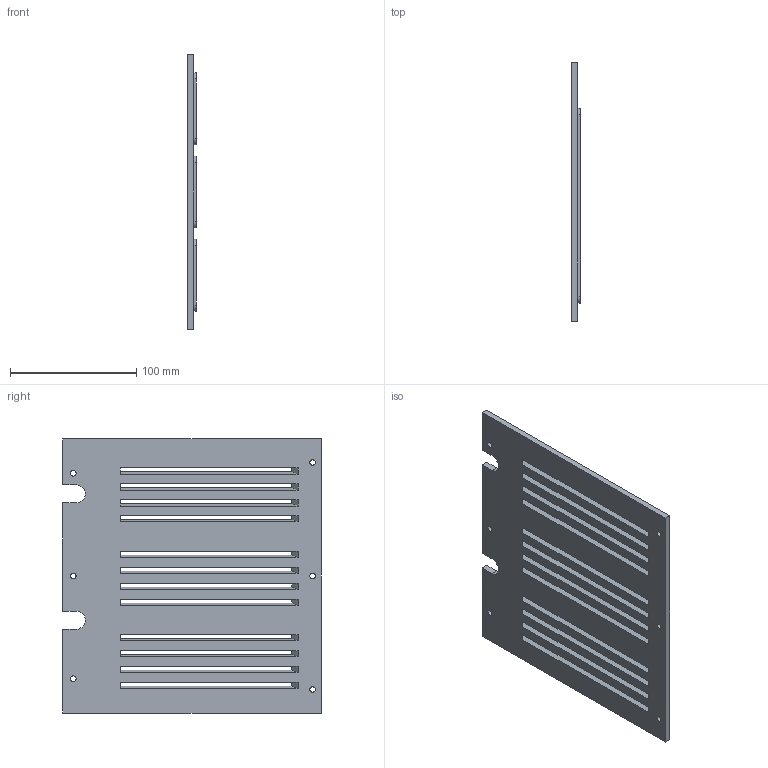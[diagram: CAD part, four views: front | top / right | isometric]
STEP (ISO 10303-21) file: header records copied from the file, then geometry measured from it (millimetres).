
FILE_DESCRIPTION(('FreeCAD Model'),'2;1');
FILE_NAME('Open CASCADE Shape Model','2024-08-01T10:58:26',('Author'),( ''),'Open CASCADE STEP processor 7.6','FreeCAD','Unknown');
FILE_SCHEMA(('AUTOMOTIVE_DESIGN { 1 0 10303 214 1 1 1 1 }'));
Length unit declared in the file: millimetre
Products named in the file (1): Side cover #001 (Right) (Mirror #5)
Bounding box: 7 x 205 x 217 mm (x, y, z)
Volume: 182206.6 mm3; surface area: 99599.9 mm2
Topology: 1 solids, 1 shells, 146 faces, 462 edges, 324 vertices
Faces by surface type: plane 114, cylinder 32
Full cylindrical faces by diameter (mm): 4.4 x6
Entity records: 5228 total; most frequent: CARTESIAN_POINT 933, ORIENTED_EDGE 924, DIRECTION 820, EDGE_CURVE 462, LINE 398, VECTOR 398, VERTEX_POINT 324, AXIS2_PLACEMENT_3D 211
